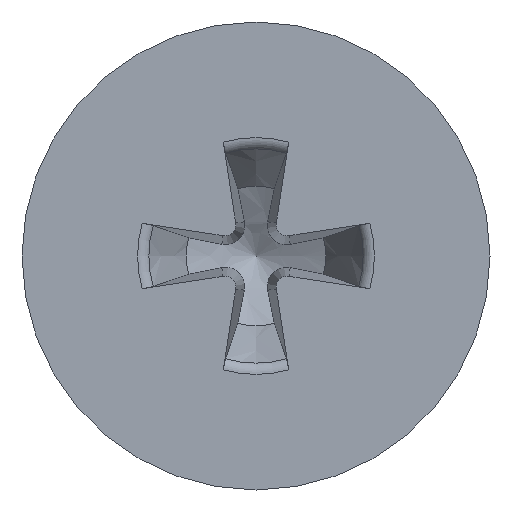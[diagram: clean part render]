
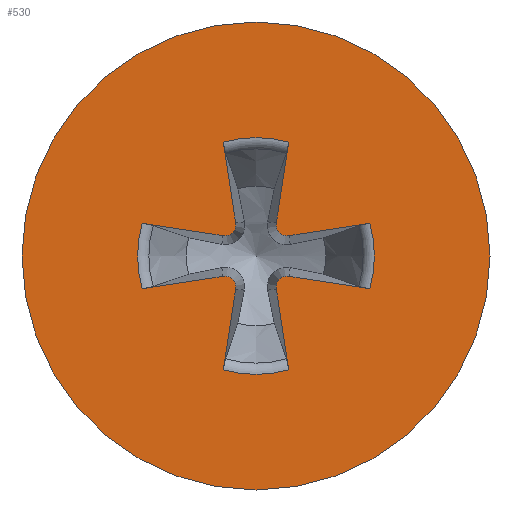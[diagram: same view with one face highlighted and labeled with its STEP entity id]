
A CAD part, left-side view. The second image highlights one B-rep face of the part: STEP entity #530.
In plain terms, the highlighted planar face has unit normal (-1, 0, 0).
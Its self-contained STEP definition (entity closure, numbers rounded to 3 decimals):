
#15=FACE_BOUND('',#120,.T.);
#58=PLANE('',#608);
#89=FACE_OUTER_BOUND('',#119,.T.);
#119=EDGE_LOOP('',(#466));
#120=EDGE_LOOP('',(#467,#468,#469,#470,#471,#472,#473,#474,#475,#476,#477,
#478,#479,#480,#481,#482));
#128=LINE('',#928,#151);
#129=LINE('',#931,#152);
#131=LINE('',#959,#154);
#134=LINE('',#992,#157);
#136=LINE('',#1000,#159);
#138=LINE('',#1025,#161);
#139=LINE('',#1031,#162);
#142=LINE('',#1064,#165);
#151=VECTOR('',#697,10.);
#152=VECTOR('',#700,10.);
#154=VECTOR('',#708,10.);
#157=VECTOR('',#717,10.);
#159=VECTOR('',#721,10.);
#161=VECTOR('',#729,10.);
#162=VECTOR('',#732,10.);
#165=VECTOR('',#741,10.);
#181=CIRCLE('',#572,1.392);
#184=CIRCLE('',#577,1.392);
#188=CIRCLE('',#583,1.392);
#191=CIRCLE('',#588,1.392);
#193=CIRCLE('',#594,0.13);
#194=CIRCLE('',#597,0.13);
#195=CIRCLE('',#601,0.13);
#196=CIRCLE('',#605,0.13);
#197=CIRCLE('',#609,2.75);
#208=VERTEX_POINT('',#788);
#211=VERTEX_POINT('',#800);
#214=VERTEX_POINT('',#821);
#217=VERTEX_POINT('',#833);
#221=VERTEX_POINT('',#856);
#224=VERTEX_POINT('',#868);
#227=VERTEX_POINT('',#889);
#230=VERTEX_POINT('',#901);
#234=VERTEX_POINT('',#926);
#235=VERTEX_POINT('',#930);
#237=VERTEX_POINT('',#958);
#240=VERTEX_POINT('',#985);
#242=VERTEX_POINT('',#998);
#244=VERTEX_POINT('',#1021);
#245=VERTEX_POINT('',#1030);
#248=VERTEX_POINT('',#1057);
#250=VERTEX_POINT('',#1069);
#269=EDGE_CURVE('',#211,#208,#181,.T.);
#276=EDGE_CURVE('',#217,#214,#184,.T.);
#284=EDGE_CURVE('',#224,#221,#188,.T.);
#291=EDGE_CURVE('',#230,#227,#191,.T.);
#297=EDGE_CURVE('',#230,#234,#128,.T.);
#298=EDGE_CURVE('',#221,#235,#129,.T.);
#302=EDGE_CURVE('',#234,#235,#193,.T.);
#303=EDGE_CURVE('',#214,#237,#131,.T.);
#307=EDGE_CURVE('',#240,#237,#194,.T.);
#310=EDGE_CURVE('',#224,#240,#134,.T.);
#313=EDGE_CURVE('',#217,#242,#136,.T.);
#316=EDGE_CURVE('',#242,#244,#195,.T.);
#317=EDGE_CURVE('',#208,#244,#138,.T.);
#319=EDGE_CURVE('',#227,#245,#139,.T.);
#323=EDGE_CURVE('',#248,#245,#196,.T.);
#326=EDGE_CURVE('',#211,#248,#142,.T.);
#328=EDGE_CURVE('',#250,#250,#197,.T.);
#466=ORIENTED_EDGE('',*,*,#328,.F.);
#467=ORIENTED_EDGE('',*,*,#326,.T.);
#468=ORIENTED_EDGE('',*,*,#323,.T.);
#469=ORIENTED_EDGE('',*,*,#319,.F.);
#470=ORIENTED_EDGE('',*,*,#291,.F.);
#471=ORIENTED_EDGE('',*,*,#297,.T.);
#472=ORIENTED_EDGE('',*,*,#302,.T.);
#473=ORIENTED_EDGE('',*,*,#298,.F.);
#474=ORIENTED_EDGE('',*,*,#284,.F.);
#475=ORIENTED_EDGE('',*,*,#310,.T.);
#476=ORIENTED_EDGE('',*,*,#307,.T.);
#477=ORIENTED_EDGE('',*,*,#303,.F.);
#478=ORIENTED_EDGE('',*,*,#276,.F.);
#479=ORIENTED_EDGE('',*,*,#313,.T.);
#480=ORIENTED_EDGE('',*,*,#316,.T.);
#481=ORIENTED_EDGE('',*,*,#317,.F.);
#482=ORIENTED_EDGE('',*,*,#269,.F.);
#530=ADVANCED_FACE('',(#89,#15),#58,.T.);
#572=AXIS2_PLACEMENT_3D('',#809,#656,#657);
#577=AXIS2_PLACEMENT_3D('',#842,#666,#667);
#583=AXIS2_PLACEMENT_3D('',#877,#678,#679);
#588=AXIS2_PLACEMENT_3D('',#910,#688,#689);
#594=AXIS2_PLACEMENT_3D('',#956,#704,#705);
#597=AXIS2_PLACEMENT_3D('',#986,#712,#713);
#601=AXIS2_PLACEMENT_3D('',#1023,#725,#726);
#605=AXIS2_PLACEMENT_3D('',#1058,#736,#737);
#608=AXIS2_PLACEMENT_3D('',#1068,#745,#746);
#609=AXIS2_PLACEMENT_3D('',#1070,#747,#748);
#656=DIRECTION('center_axis',(-1.,0.,0.));
#657=DIRECTION('ref_axis',(0.,0.,-1.));
#666=DIRECTION('center_axis',(-1.,0.,0.));
#667=DIRECTION('ref_axis',(0.,-1.,0.));
#678=DIRECTION('center_axis',(-1.,0.,0.));
#679=DIRECTION('ref_axis',(0.,0.,1.));
#688=DIRECTION('center_axis',(-1.,0.,0.));
#689=DIRECTION('ref_axis',(0.,1.,0.));
#697=DIRECTION('',(0.,-0.989,-0.15));
#700=DIRECTION('',(0.,-0.15,-0.989));
#704=DIRECTION('center_axis',(-1.,0.,0.));
#705=DIRECTION('ref_axis',(0.,0.15,-0.989));
#708=DIRECTION('',(0.,0.989,-0.15));
#712=DIRECTION('center_axis',(-1.,0.,0.));
#713=DIRECTION('ref_axis',(0.,0.989,0.15));
#717=DIRECTION('',(0.,0.15,-0.989));
#721=DIRECTION('',(0.,0.989,0.15));
#725=DIRECTION('center_axis',(-1.,0.,0.));
#726=DIRECTION('ref_axis',(0.,-0.15,0.989));
#729=DIRECTION('',(0.,0.15,0.989));
#732=DIRECTION('',(0.,-0.989,0.15));
#736=DIRECTION('center_axis',(-1.,0.,0.));
#737=DIRECTION('ref_axis',(0.,-0.989,-0.15));
#741=DIRECTION('',(0.,-0.15,0.989));
#745=DIRECTION('center_axis',(-1.,0.,0.));
#746=DIRECTION('ref_axis',(0.,0.,1.));
#747=DIRECTION('center_axis',(1.,0.,0.));
#748=DIRECTION('ref_axis',(0.,1.,0.));
#788=CARTESIAN_POINT('',(0.,-0.384,-1.338));
#800=CARTESIAN_POINT('',(0.,0.384,-1.338));
#809=CARTESIAN_POINT('Origin',(0.,0.,
0.));
#821=CARTESIAN_POINT('',(0.,-1.338,0.384));
#833=CARTESIAN_POINT('',(0.,-1.338,-0.384));
#842=CARTESIAN_POINT('Origin',(0.,0.,
0.));
#856=CARTESIAN_POINT('',(0.,0.384,1.338));
#868=CARTESIAN_POINT('',(0.,-0.384,1.338));
#877=CARTESIAN_POINT('Origin',(0.,0.,
0.));
#889=CARTESIAN_POINT('',(0.,1.338,-0.384));
#901=CARTESIAN_POINT('',(0.,1.338,0.384));
#910=CARTESIAN_POINT('Origin',(0.,0.,
0.));
#926=CARTESIAN_POINT('',(0.,0.387,0.239));
#928=CARTESIAN_POINT('',(0.,1.246,0.37));
#930=CARTESIAN_POINT('',(0.,0.239,0.387));
#931=CARTESIAN_POINT('',(0.,0.231,0.331));
#956=CARTESIAN_POINT('Origin',(0.,0.368,0.368));
#958=CARTESIAN_POINT('',(0.,-0.387,0.239));
#959=CARTESIAN_POINT('',(0.,0.809,0.057));
#985=CARTESIAN_POINT('',(0.,-0.239,0.387));
#986=CARTESIAN_POINT('Origin',(0.,-0.368,
0.368));
#992=CARTESIAN_POINT('',(0.,-0.37,1.246));
#998=CARTESIAN_POINT('',(0.,-0.387,-0.239));
#1000=CARTESIAN_POINT('',(0.,-1.246,-0.37));
#1021=CARTESIAN_POINT('',(0.,-0.239,-0.387));
#1023=CARTESIAN_POINT('Origin',(0.,-0.368,
-0.368));
#1025=CARTESIAN_POINT('',(0.,-0.185,-0.03));
#1030=CARTESIAN_POINT('',(0.,0.387,-0.239));
#1031=CARTESIAN_POINT('',(0.,1.17,-0.358));
#1057=CARTESIAN_POINT('',(0.,0.239,-0.387));
#1058=CARTESIAN_POINT('Origin',(0.,0.368,
-0.368));
#1064=CARTESIAN_POINT('',(0.,0.37,-1.246));
#1068=CARTESIAN_POINT('Origin',(0.,2.025,0.));
#1069=CARTESIAN_POINT('',(0.,-2.75,0.));
#1070=CARTESIAN_POINT('Origin',(0.,0.,
0.));
